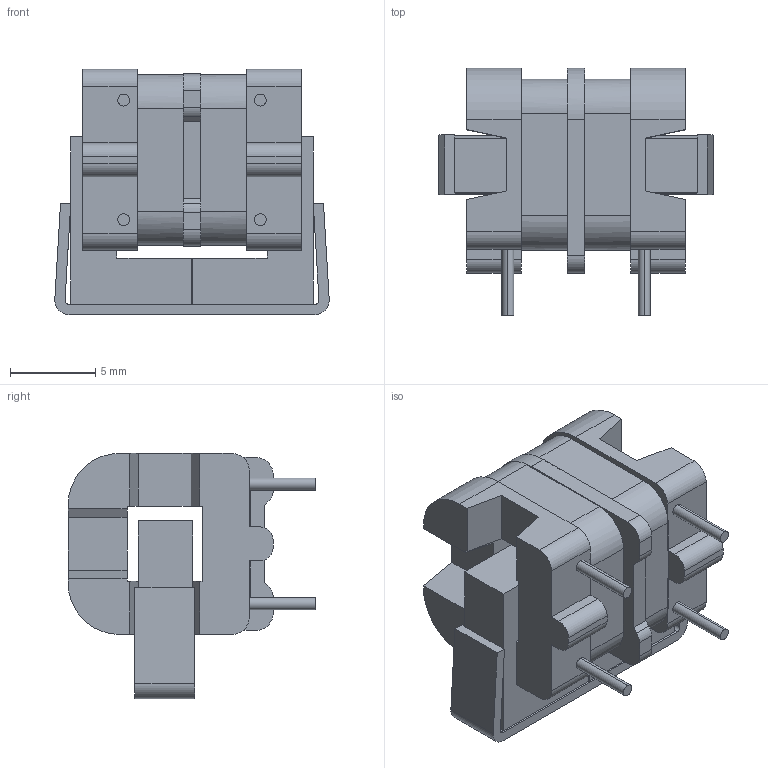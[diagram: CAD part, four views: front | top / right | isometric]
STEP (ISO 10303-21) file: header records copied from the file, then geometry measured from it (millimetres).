
FILE_DESCRIPTION (( 'STEP AP214' ), '1' );
FILE_NAME ('User Library-UF9_8_H-1.STEP', '2020-11-09T06:11:05', ( '' ), ( '' ), 'SwSTEP 2.0', 'SolidWorks 2020', '' );
FILE_SCHEMA (( 'AUTOMOTIVE_DESIGN' ));
Length unit declared in the file: millimetre
Products named in the file (1): User Library-UF9_8_H-1
Bounding box: 16.07 x 14.5 x 14.36 mm (x, y, z)
Volume: 1317.8 mm3; surface area: 1663.8 mm2
Topology: 1 solids, 1 shells, 142 faces, 418 edges, 276 vertices
Faces by surface type: plane 104, cylinder 38
Entity records: 6318 total; most frequent: CARTESIAN_POINT 849, ORIENTED_EDGE 836, DIRECTION 788, EDGE_CURVE 418, LINE 326, VECTOR 326, VERTEX_POINT 276, AXIS2_PLACEMENT_3D 231
